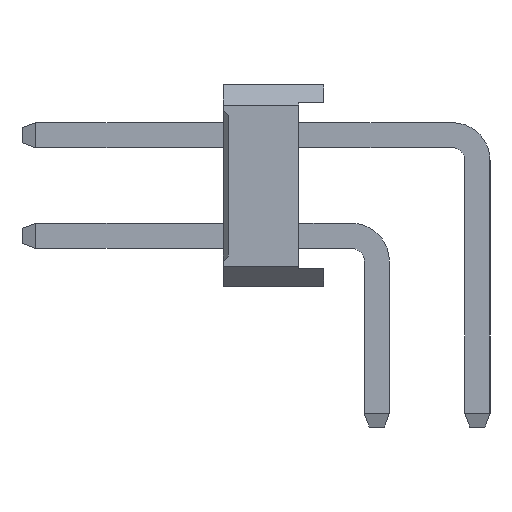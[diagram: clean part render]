
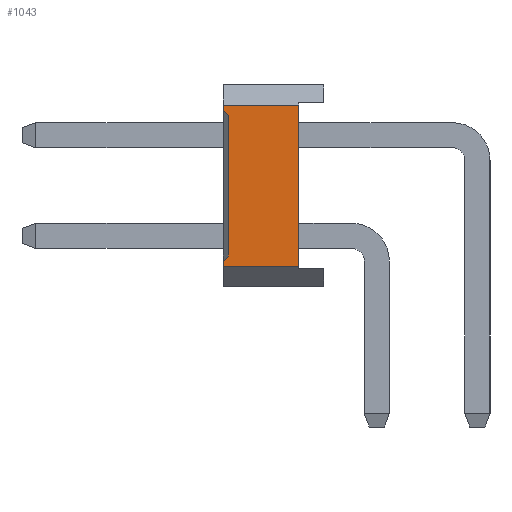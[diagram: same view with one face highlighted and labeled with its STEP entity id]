
A CAD part, left-side view. The second image highlights one B-rep face of the part: STEP entity #1043.
In plain terms, the highlighted planar face has unit normal (-1, 0, 0).
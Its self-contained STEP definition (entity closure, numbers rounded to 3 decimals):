
#1043=ADVANCED_FACE('',(#19883),#19885,.T.);
#19883=FACE_BOUND('',#19884,.T.);
#19884=EDGE_LOOP('',(#35153,#35154,#35155,#35156,#35157,#35158,#35159,#35160));
#19885=PLANE('',#19886);
#19886=AXIS2_PLACEMENT_3D('',#19887,#19888,#19889);
#19887=CARTESIAN_POINT('',(-1.,1.05,0.4));
#19888=DIRECTION('',(-1.,0.,0.));
#19889=DIRECTION('',(0.,0.,1.));
#35153=ORIENTED_EDGE('',*,*,#45261,.F.);
#35154=ORIENTED_EDGE('',*,*,#45262,.T.);
#35155=ORIENTED_EDGE('',*,*,#45263,.F.);
#35156=ORIENTED_EDGE('',*,*,#44352,.F.);
#35157=ORIENTED_EDGE('',*,*,#45259,.F.);
#35158=ORIENTED_EDGE('',*,*,#45264,.T.);
#35159=ORIENTED_EDGE('',*,*,#45265,.T.);
#35160=ORIENTED_EDGE('',*,*,#44356,.F.);
#44352=EDGE_CURVE('',#49625,#49627,#49628,.T.);
#44356=EDGE_CURVE('',#49633,#49635,#49636,.T.);
#45259=EDGE_CURVE('',#51330,#49625,#51332,.T.);
#45261=EDGE_CURVE('',#51334,#49633,#51335,.F.);
#45262=EDGE_CURVE('',#51334,#51336,#51337,.T.);
#45263=EDGE_CURVE('',#49627,#51336,#51338,.F.);
#45264=EDGE_CURVE('',#51330,#51339,#51340,.T.);
#45265=EDGE_CURVE('',#51339,#49635,#51341,.T.);
#49625=VERTEX_POINT('',#58258);
#49627=VERTEX_POINT('',#58262);
#49628=LINE('',#58263,#58264);
#49633=VERTEX_POINT('',#58274);
#49635=VERTEX_POINT('',#58278);
#49636=LINE('',#58279,#58280);
#51330=VERTEX_POINT('',#61777);
#51332=LINE('',#61781,#61782);
#51334=VERTEX_POINT('',#61787);
#51335=LINE('',#61788,#61789);
#51336=VERTEX_POINT('',#61791);
#51337=LINE('',#61792,#61793);
#51338=LINE('',#61795,#61796);
#51339=VERTEX_POINT('',#61798);
#51340=LINE('',#61799,#61800);
#51341=LINE('',#61802,#61803);
#58258=CARTESIAN_POINT('',(-1.,3.05,0.4));
#58262=CARTESIAN_POINT('',(-1.,3.05,0.5));
#58263=CARTESIAN_POINT('',(-1.,3.05,0.4));
#58264=VECTOR('',#58265,1.);
#58265=DIRECTION('',(0.,0.,1.));
#58274=CARTESIAN_POINT('',(-1.,3.05,3.5));
#58278=CARTESIAN_POINT('',(-1.,3.05,3.6));
#58279=CARTESIAN_POINT('',(-1.,3.05,3.5));
#58280=VECTOR('',#58281,1.);
#58281=DIRECTION('',(0.,0.,1.));
#61777=CARTESIAN_POINT('',(-1.,1.55,0.4));
#61781=CARTESIAN_POINT('',(-1.,1.55,0.4));
#61782=VECTOR('',#61783,1.);
#61783=DIRECTION('',(0.,1.,0.));
#61787=CARTESIAN_POINT('',(-1.,2.95,3.4));
#61788=CARTESIAN_POINT('',(-1.,3.05,3.5));
#61789=VECTOR('',#61790,1.);
#61790=DIRECTION('',(0.,-0.707,-0.707));
#61791=CARTESIAN_POINT('',(-1.,2.95,0.6));
#61792=CARTESIAN_POINT('',(-1.,2.95,3.4));
#61793=VECTOR('',#61794,1.);
#61794=DIRECTION('',(0.,0.,-1.));
#61795=CARTESIAN_POINT('',(-1.,2.95,0.6));
#61796=VECTOR('',#61797,1.);
#61797=DIRECTION('',(0.,0.707,-0.707));
#61798=CARTESIAN_POINT('',(-1.,1.55,3.6));
#61799=CARTESIAN_POINT('',(-1.,1.55,0.4));
#61800=VECTOR('',#61801,1.);
#61801=DIRECTION('',(0.,0.,1.));
#61802=CARTESIAN_POINT('',(-1.,1.55,3.6));
#61803=VECTOR('',#61804,1.);
#61804=DIRECTION('',(0.,1.,0.));
